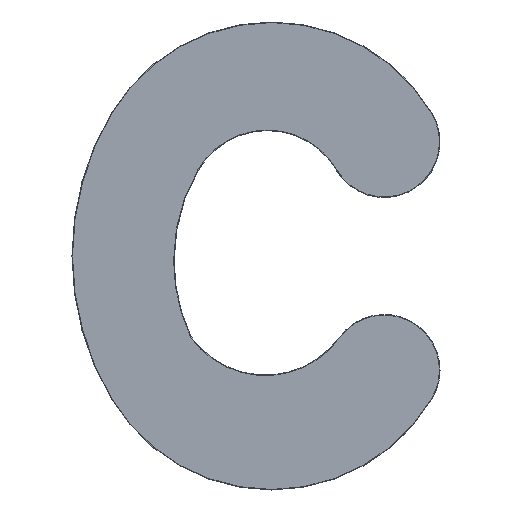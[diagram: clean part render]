
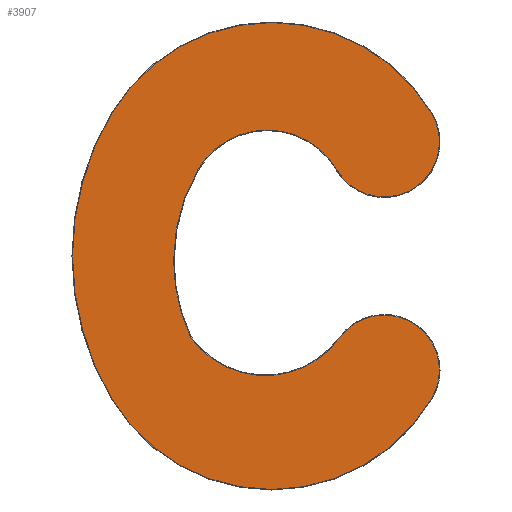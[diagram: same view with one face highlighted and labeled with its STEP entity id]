
A CAD part, top view. The second image highlights one B-rep face of the part: STEP entity #3907.
In plain terms, the highlighted planar face has unit normal (0, 0, 1).
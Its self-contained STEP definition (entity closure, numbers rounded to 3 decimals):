
#242 = ORIENTED_EDGE ( 'NONE', *, *, #31432, .T. ) ;
#379 = VERTEX_POINT ( 'NONE', #5171 ) ;
#1008 = DIRECTION ( 'NONE',  ( -1., 0., 0. ) ) ;
#1088 = CARTESIAN_POINT ( 'NONE',  ( 75.227, 176.958, 2. ) ) ;
#1486 = CIRCLE ( 'NONE', #4063, 131.019 ) ;
#1670 = CARTESIAN_POINT ( 'NONE',  ( 0., 132.231, 2. ) ) ;
#1741 = CIRCLE ( 'NONE', #14229, 87.519 ) ;
#1767 = CARTESIAN_POINT ( 'NONE',  ( -2.972, 96.95, 2. ) ) ;
#3575 = CARTESIAN_POINT ( 'NONE',  ( 38.8, 107.916, 2. ) ) ;
#3907 = ADVANCED_FACE ( 'NONE', ( #27734 ), #18392, .F. ) ;
#4063 = AXIS2_PLACEMENT_3D ( 'NONE', #13169, #12926, #33735 ) ;
#4192 = DIRECTION ( 'NONE',  ( 0., 0., 1. ) ) ;
#4312 = DIRECTION ( 'NONE',  ( -1., 0., 0. ) ) ;
#4648 = DIRECTION ( 'NONE',  ( -1., 0., 0. ) ) ;
#5030 = ORIENTED_EDGE ( 'NONE', *, *, #20731, .T. ) ;
#5171 = CARTESIAN_POINT ( 'NONE',  ( 30.551, 150.555, 2. ) ) ;
#6777 = AXIS2_PLACEMENT_3D ( 'NONE', #3575, #29973, #36237 ) ;
#7088 = VERTEX_POINT ( 'NONE', #1088 ) ;
#7469 = VERTEX_POINT ( 'NONE', #34651 ) ;
#8132 = EDGE_CURVE ( 'NONE', #28454, #16568, #1486, .T. ) ;
#8220 = CIRCLE ( 'NONE', #27320, 87.519 ) ;
#10257 = CIRCLE ( 'NONE', #10416, 43.165 ) ;
#10416 = AXIS2_PLACEMENT_3D ( 'NONE', #1767, #14152, #22741 ) ;
#10913 = ORIENTED_EDGE ( 'NONE', *, *, #8132, .T. ) ;
#11217 = AXIS2_PLACEMENT_3D ( 'NONE', #35628, #32816, #12101 ) ;
#11507 = EDGE_CURVE ( 'NONE', #29773, #21560, #21104, .T. ) ;
#12101 = DIRECTION ( 'NONE',  ( -1., 0., 0. ) ) ;
#12142 = VERTEX_POINT ( 'NONE', #12395 ) ;
#12395 = CARTESIAN_POINT ( 'NONE',  ( -75.227, 43.042, 2. ) ) ;
#12429 = DIRECTION ( 'NONE',  ( -1., 0., 0. ) ) ;
#12894 = DIRECTION ( 'NONE',  ( 0., 0., -1. ) ) ;
#12926 = DIRECTION ( 'NONE',  ( 0., 0., 1. ) ) ;
#13169 = CARTESIAN_POINT ( 'NONE',  ( 37.39, 110., 2. ) ) ;
#13533 = VERTEX_POINT ( 'NONE', #14988 ) ;
#14152 = DIRECTION ( 'NONE',  ( 0., 0., -1. ) ) ;
#14200 = CARTESIAN_POINT ( 'NONE',  ( -46.129, 107.916, 2. ) ) ;
#14229 = AXIS2_PLACEMENT_3D ( 'NONE', #18821, #4192, #4312 ) ;
#14875 = CIRCLE ( 'NONE', #11217, 84.929 ) ;
#14988 = CARTESIAN_POINT ( 'NONE',  ( -38.092, 71.853, 2. ) ) ;
#15442 = CARTESIAN_POINT ( 'NONE',  ( -2.049, 131.403, 2. ) ) ;
#15681 = CIRCLE ( 'NONE', #21100, 25.947 ) ;
#15855 = AXIS2_PLACEMENT_3D ( 'NONE', #19011, #12894, #36653 ) ;
#16209 = EDGE_CURVE ( 'NONE', #7088, #28454, #8220, .T. ) ;
#16568 = VERTEX_POINT ( 'NONE', #22155 ) ;
#16770 = CARTESIAN_POINT ( 'NONE',  ( 52.924, 56.303, 2. ) ) ;
#17551 = ORIENTED_EDGE ( 'NONE', *, *, #36630, .T. ) ;
#17811 = ORIENTED_EDGE ( 'NONE', *, *, #16209, .T. ) ;
#18001 = DIRECTION ( 'NONE',  ( 0., 0., 1. ) ) ;
#18392 = PLANE ( 'NONE',  #15855 ) ;
#18720 = ORIENTED_EDGE ( 'NONE', *, *, #11507, .T. ) ;
#18821 = CARTESIAN_POINT ( 'NONE',  ( 0., 87.769, 2. ) ) ;
#19011 = CARTESIAN_POINT ( 'NONE',  ( 26.462, 147.964, 2. ) ) ;
#19013 = CARTESIAN_POINT ( 'NONE',  ( 31.938, 71.563, 2. ) ) ;
#19757 = AXIS2_PLACEMENT_3D ( 'NONE', #15442, #29993, #32702 ) ;
#20275 = AXIS2_PLACEMENT_3D ( 'NONE', #35955, #24109, #12429 ) ;
#20731 = EDGE_CURVE ( 'NONE', #21560, #379, #34780, .T. ) ;
#21100 = AXIS2_PLACEMENT_3D ( 'NONE', #35399, #18001, #1008 ) ;
#21104 = CIRCLE ( 'NONE', #6777, 84.929 ) ;
#21560 = VERTEX_POINT ( 'NONE', #37521 ) ;
#22102 = AXIS2_PLACEMENT_3D ( 'NONE', #16770, #34650, #25485 ) ;
#22155 = CARTESIAN_POINT ( 'NONE',  ( -93.629, 110., 2. ) ) ;
#22629 = EDGE_LOOP ( 'NONE', ( #5030, #26306, #17811, #10913, #242, #32891, #17551, #29975, #36726, #18720 ) ) ;
#22741 = DIRECTION ( 'NONE',  ( -1., 0., 0. ) ) ;
#23053 = EDGE_CURVE ( 'NONE', #13533, #29773, #14875, .T. ) ;
#24089 = VERTEX_POINT ( 'NONE', #19013 ) ;
#24109 = DIRECTION ( 'NONE',  ( 0., 0., 1. ) ) ;
#24725 = EDGE_CURVE ( 'NONE', #379, #7088, #15681, .T. ) ;
#25485 = DIRECTION ( 'NONE',  ( -1., 0., 0. ) ) ;
#26306 = ORIENTED_EDGE ( 'NONE', *, *, #24725, .T. ) ;
#27320 = AXIS2_PLACEMENT_3D ( 'NONE', #1670, #36812, #4648 ) ;
#27485 = CARTESIAN_POINT ( 'NONE',  ( -75.227, 176.958, 2. ) ) ;
#27734 = FACE_OUTER_BOUND ( 'NONE', #22629, .T. ) ;
#28454 = VERTEX_POINT ( 'NONE', #27485 ) ;
#29773 = VERTEX_POINT ( 'NONE', #14200 ) ;
#29973 = DIRECTION ( 'NONE',  ( 0., 0., -1. ) ) ;
#29975 = ORIENTED_EDGE ( 'NONE', *, *, #30078, .T. ) ;
#29993 = DIRECTION ( 'NONE',  ( 0., 0., -1. ) ) ;
#30078 = EDGE_CURVE ( 'NONE', #24089, #13533, #10257, .T. ) ;
#31432 = EDGE_CURVE ( 'NONE', #16568, #12142, #33233, .T. ) ;
#32702 = DIRECTION ( 'NONE',  ( -1., 0., 0. ) ) ;
#32816 = DIRECTION ( 'NONE',  ( 0., 0., -1. ) ) ;
#32891 = ORIENTED_EDGE ( 'NONE', *, *, #34627, .T. ) ;
#33006 = CIRCLE ( 'NONE', #22102, 25.947 ) ;
#33233 = CIRCLE ( 'NONE', #20275, 131.019 ) ;
#33735 = DIRECTION ( 'NONE',  ( -1., 0., 0. ) ) ;
#34627 = EDGE_CURVE ( 'NONE', #12142, #7469, #1741, .T. ) ;
#34650 = DIRECTION ( 'NONE',  ( 0., 0., 1. ) ) ;
#34651 = CARTESIAN_POINT ( 'NONE',  ( 75.227, 43.042, 2. ) ) ;
#34780 = CIRCLE ( 'NONE', #19757, 37.809 ) ;
#35399 = CARTESIAN_POINT ( 'NONE',  ( 52.924, 163.697, 2. ) ) ;
#35628 = CARTESIAN_POINT ( 'NONE',  ( 38.8, 107.916, 2. ) ) ;
#35955 = CARTESIAN_POINT ( 'NONE',  ( 37.39, 110., 2. ) ) ;
#36237 = DIRECTION ( 'NONE',  ( -1., 0., 0. ) ) ;
#36630 = EDGE_CURVE ( 'NONE', #7469, #24089, #33006, .T. ) ;
#36653 = DIRECTION ( 'NONE',  ( -1., 0., 0. ) ) ;
#36726 = ORIENTED_EDGE ( 'NONE', *, *, #23053, .T. ) ;
#36812 = DIRECTION ( 'NONE',  ( 0., 0., 1. ) ) ;
#37521 = CARTESIAN_POINT ( 'NONE',  ( -34.719, 150.436, 2. ) ) ;
